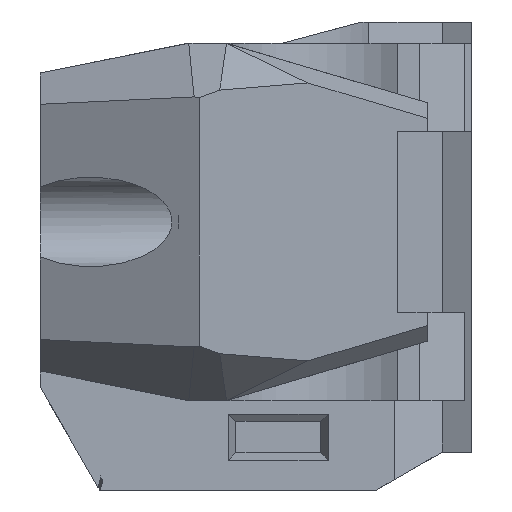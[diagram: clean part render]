
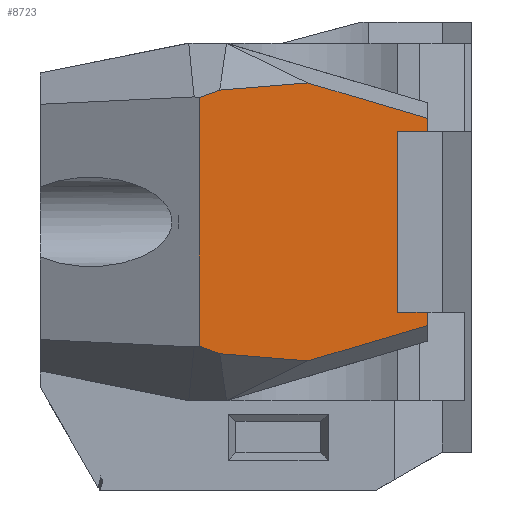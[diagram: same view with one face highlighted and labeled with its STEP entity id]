
A CAD part, left-side view. The second image highlights one B-rep face of the part: STEP entity #8723.
In plain terms, the highlighted planar face has unit normal (-1, 0, 0).
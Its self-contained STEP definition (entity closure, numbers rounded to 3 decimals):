
#719=PLANE('',#9245);
#1132=FACE_OUTER_BOUND('',#1581,.T.);
#1581=EDGE_LOOP('',(#7917,#7918,#7919,#7920,#7921,#7922,#7923,#7924,#7925,
#7926,#7927,#7928));
#2474=LINE('',#13469,#3536);
#2476=LINE('',#13473,#3538);
#2479=LINE('',#13478,#3541);
#2482=LINE('',#13483,#3544);
#2484=LINE('',#13487,#3546);
#2485=LINE('',#13490,#3547);
#2488=LINE('',#13495,#3550);
#2489=LINE('',#13498,#3551);
#2492=LINE('',#13504,#3554);
#2642=LINE('',#13912,#3704);
#2646=LINE('',#13920,#3708);
#2650=LINE('',#13927,#3712);
#3536=VECTOR('',#10825,10.);
#3538=VECTOR('',#10829,10.);
#3541=VECTOR('',#10834,10.);
#3544=VECTOR('',#10839,10.);
#3546=VECTOR('',#10843,10.);
#3547=VECTOR('',#10846,10.);
#3550=VECTOR('',#10851,10.);
#3551=VECTOR('',#10854,10.);
#3554=VECTOR('',#10859,10.);
#3704=VECTOR('',#11159,10.);
#3708=VECTOR('',#11165,10.);
#3712=VECTOR('',#11171,10.);
#4520=VERTEX_POINT('',#13466);
#4521=VERTEX_POINT('',#13468);
#4522=VERTEX_POINT('',#13472);
#4523=VERTEX_POINT('',#13477);
#4524=VERTEX_POINT('',#13481);
#4525=VERTEX_POINT('',#13485);
#4526=VERTEX_POINT('',#13489);
#4527=VERTEX_POINT('',#13493);
#4528=VERTEX_POINT('',#13497);
#4530=VERTEX_POINT('',#13503);
#4617=VERTEX_POINT('',#13911);
#4620=VERTEX_POINT('',#13919);
#5585=EDGE_CURVE('',#4521,#4520,#2474,.T.);
#5587=EDGE_CURVE('',#4522,#4521,#2476,.T.);
#5590=EDGE_CURVE('',#4523,#4522,#2479,.T.);
#5593=EDGE_CURVE('',#4524,#4523,#2482,.T.);
#5595=EDGE_CURVE('',#4524,#4525,#2484,.T.);
#5596=EDGE_CURVE('',#4525,#4526,#2485,.T.);
#5599=EDGE_CURVE('',#4526,#4527,#2488,.T.);
#5600=EDGE_CURVE('',#4528,#4527,#2489,.T.);
#5603=EDGE_CURVE('',#4528,#4530,#2492,.T.);
#5765=EDGE_CURVE('',#4617,#4530,#2642,.T.);
#5769=EDGE_CURVE('',#4520,#4620,#2646,.T.);
#5773=EDGE_CURVE('',#4620,#4617,#2650,.F.);
#7917=ORIENTED_EDGE('',*,*,#5765,.T.);
#7918=ORIENTED_EDGE('',*,*,#5603,.F.);
#7919=ORIENTED_EDGE('',*,*,#5600,.T.);
#7920=ORIENTED_EDGE('',*,*,#5599,.F.);
#7921=ORIENTED_EDGE('',*,*,#5596,.F.);
#7922=ORIENTED_EDGE('',*,*,#5595,.F.);
#7923=ORIENTED_EDGE('',*,*,#5593,.T.);
#7924=ORIENTED_EDGE('',*,*,#5590,.T.);
#7925=ORIENTED_EDGE('',*,*,#5587,.T.);
#7926=ORIENTED_EDGE('',*,*,#5585,.T.);
#7927=ORIENTED_EDGE('',*,*,#5769,.T.);
#7928=ORIENTED_EDGE('',*,*,#5773,.T.);
#8723=ADVANCED_FACE('',(#1132),#719,.F.);
#9245=AXIS2_PLACEMENT_3D('',#13926,#11169,#11170);
#10825=DIRECTION('',(0.,0.997,-0.081));
#10829=DIRECTION('',(0.,0.959,0.284));
#10834=DIRECTION('',(0.,0.,1.));
#10839=DIRECTION('',(0.,-1.,0.));
#10843=DIRECTION('',(0.,0.,-1.));
#10846=DIRECTION('',(0.,-1.,0.));
#10851=DIRECTION('',(0.,0.,-1.));
#10854=DIRECTION('',(0.,-0.959,0.284));
#10859=DIRECTION('',(0.,0.997,0.081));
#11159=DIRECTION('',(0.,-0.94,-0.341));
#11165=DIRECTION('',(0.,0.94,-0.341));
#11169=DIRECTION('center_axis',(1.,0.,0.));
#11170=DIRECTION('ref_axis',(0.,-1.,0.));
#11171=DIRECTION('',(0.,0.,1.));
#13466=CARTESIAN_POINT('',(-14.,7.938,8.848));
#13468=CARTESIAN_POINT('',(-14.,2.015,9.332));
#13469=CARTESIAN_POINT('',(-14.,6.502,8.965));
#13472=CARTESIAN_POINT('',(-14.,-6.,6.957));
#13473=CARTESIAN_POINT('',(-14.,3.622,9.808));
#13477=CARTESIAN_POINT('',(-14.,-6.,6.075));
#13478=CARTESIAN_POINT('',(-14.,-6.,6.075));
#13481=CARTESIAN_POINT('',(-14.,-4.,6.075));
#13483=CARTESIAN_POINT('',(-14.,-4.,6.075));
#13485=CARTESIAN_POINT('',(-14.,-4.,-6.075));
#13487=CARTESIAN_POINT('',(-14.,-4.,0.));
#13489=CARTESIAN_POINT('',(-14.,-6.,-6.075));
#13490=CARTESIAN_POINT('',(-14.,-4.,-6.075));
#13493=CARTESIAN_POINT('',(-14.,-6.,-6.957));
#13495=CARTESIAN_POINT('',(-14.,-6.,-6.075));
#13497=CARTESIAN_POINT('',(-14.,2.015,-9.332));
#13498=CARTESIAN_POINT('',(-14.,-3.128,-7.808));
#13503=CARTESIAN_POINT('',(-14.,7.938,-8.848));
#13504=CARTESIAN_POINT('',(-14.,3.63,-9.2));
#13911=CARTESIAN_POINT('',(-14.,9.32,-8.347));
#13912=CARTESIAN_POINT('',(-14.,10.946,-7.758));
#13919=CARTESIAN_POINT('',(-14.,9.32,8.347));
#13920=CARTESIAN_POINT('',(-14.,10.946,7.758));
#13926=CARTESIAN_POINT('Origin',(-14.,2.,0.));
#13927=CARTESIAN_POINT('',(-14.,9.32,0.));
